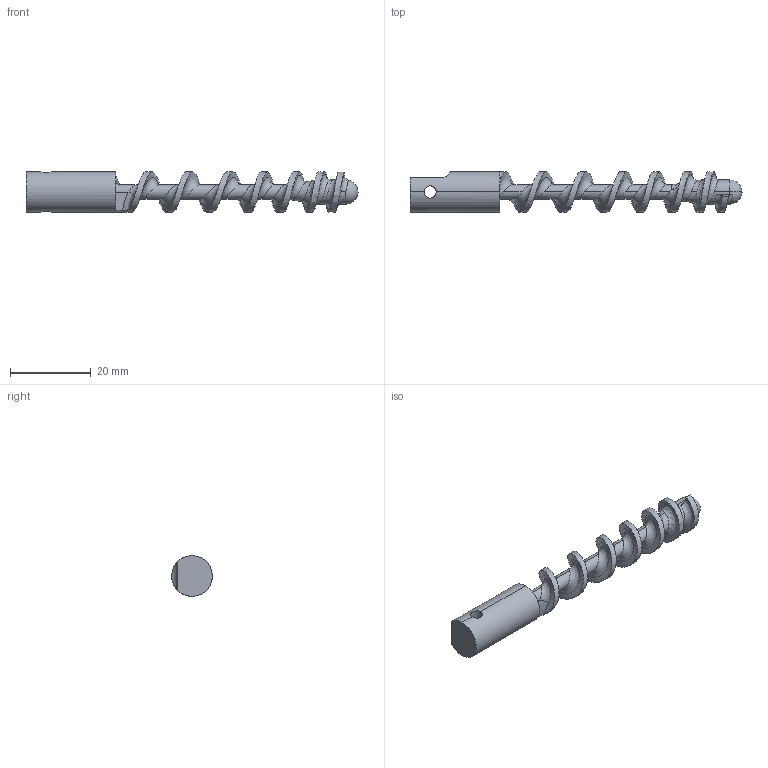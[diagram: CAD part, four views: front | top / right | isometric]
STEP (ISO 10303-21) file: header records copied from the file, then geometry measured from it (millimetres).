
FILE_DESCRIPTION (( 'STEP AP214' ), '1' );
FILE_NAME ('MMPE10041 - Axe d''extrusion MMPE MINI v1.STEP', '2024-07-30T14:54:44', ( '' ), ( '' ), 'SwSTEP 2.0', 'SolidWorks 2019', '' );
FILE_SCHEMA (( 'AUTOMOTIVE_DESIGN' ));
Length unit declared in the file: millimetre
Products named in the file (1): MMPE10041 - Axe d''extrusion MMPE MINI v1
Bounding box: 82 x 10 x 10 mm (x, y, z)
Volume: 3244.2 mm3; surface area: 2654.9 mm2
Topology: 1 solids, 1 shells, 40 faces, 120 edges, 78 vertices
Faces by surface type: cylinder 19, bspline 11, plane 5, cone 3, sphere 2
Entity records: 7921 total; most frequent: CARTESIAN_POINT 6994, ORIENTED_EDGE 232, DIRECTION 121, EDGE_CURVE 116, VERTEX_POINT 76, B_SPLINE_CURVE_WITH_KNOTS 70, AXIS2_PLACEMENT_3D 45, FACE_OUTER_BOUND 40
